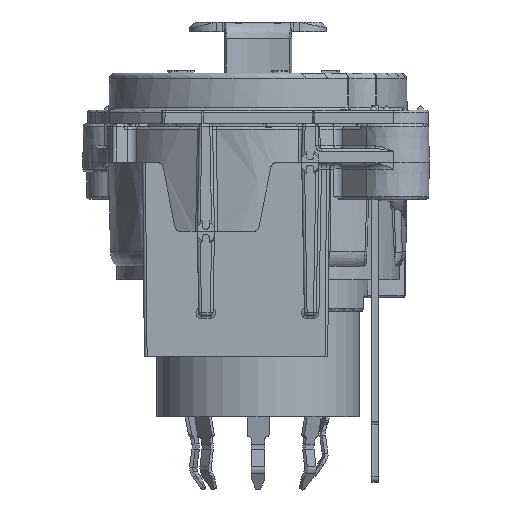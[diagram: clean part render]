
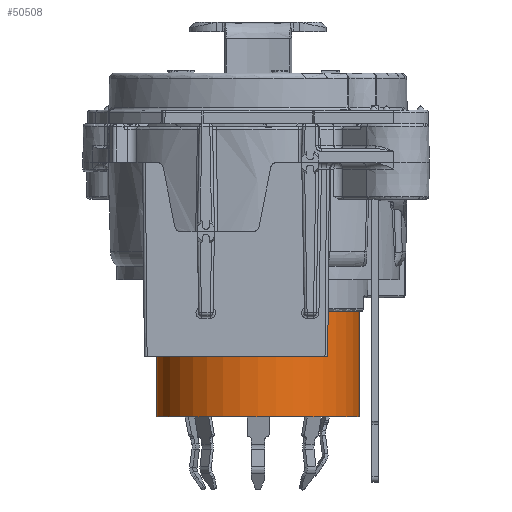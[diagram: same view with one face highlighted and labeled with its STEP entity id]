
A CAD part, front view. The second image highlights one B-rep face of the part: STEP entity #50508.
In plain terms, the highlighted cylindrical face has radius 7.411 mm (diameter 14.822 mm), a partial arc.
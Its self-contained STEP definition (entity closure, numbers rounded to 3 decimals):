
#15477=DIRECTION('',(0.,0.,1.));
#15478=VECTOR('',#15477,7.7);
#15479=CARTESIAN_POINT('',(7.411,0.,-25.1));
#15480=LINE('',#15479,#15478);
#16134=CARTESIAN_POINT('',(0.,0.,-17.4));
#16135=DIRECTION('',(0.,0.,-1.));
#16136=DIRECTION('',(1.,0.,0.));
#16137=AXIS2_PLACEMENT_3D('',#16134,#16135,#16136);
#16159=DIRECTION('',(0.,0.,1.));
#16160=VECTOR('',#16159,7.7);
#16161=CARTESIAN_POINT('',(-7.411,0.,-25.1));
#16162=LINE('',#16161,#16160);
#16168=CARTESIAN_POINT('',(0.,0.,-25.1));
#16169=DIRECTION('',(0.,0.,1.));
#16170=DIRECTION('',(-1.,0.,0.));
#16171=AXIS2_PLACEMENT_3D('',#16168,#16169,#16170);
#24055=CARTESIAN_POINT('',(7.411,0.,-25.1));
#24056=CARTESIAN_POINT('',(-7.411,0.,-25.1));
#24057=VERTEX_POINT('',#24055);
#24058=VERTEX_POINT('',#24056);
#24428=CARTESIAN_POINT('',(-7.411,0.,-17.4));
#24429=VERTEX_POINT('',#24428);
#24430=CARTESIAN_POINT('',(7.411,0.,-17.4));
#24431=VERTEX_POINT('',#24430);
#50496=CARTESIAN_POINT('',(0.,0.,-17.4));
#50497=DIRECTION('',(0.,0.,-1.));
#50498=DIRECTION('',(-1.,0.,0.));
#50499=AXIS2_PLACEMENT_3D('',#50496,#50497,#50498);
#50500=CYLINDRICAL_SURFACE('',#50499,7.411);
#50501=ORIENTED_EDGE('',*,*,#50479,.F.);
#50502=ORIENTED_EDGE('',*,*,#49394,.F.);
#50504=ORIENTED_EDGE('',*,*,#50503,.F.);
#50505=ORIENTED_EDGE('',*,*,#49390,.T.);
#50506=EDGE_LOOP('',(#50501,#50502,#50504,#50505));
#50507=FACE_OUTER_BOUND('',#50506,.F.);
#50508=ADVANCED_FACE('',(#50507),#50500,.T.);
#16138=CIRCLE('',#16137,7.411);
#16172=CIRCLE('',#16171,7.411);
#49390=EDGE_CURVE('',#24058,#24429,#16162,.T.);
#49394=EDGE_CURVE('',#24057,#24431,#15480,.T.);
#50479=EDGE_CURVE('',#24431,#24429,#16138,.T.);
#50503=EDGE_CURVE('',#24058,#24057,#16172,.T.);
